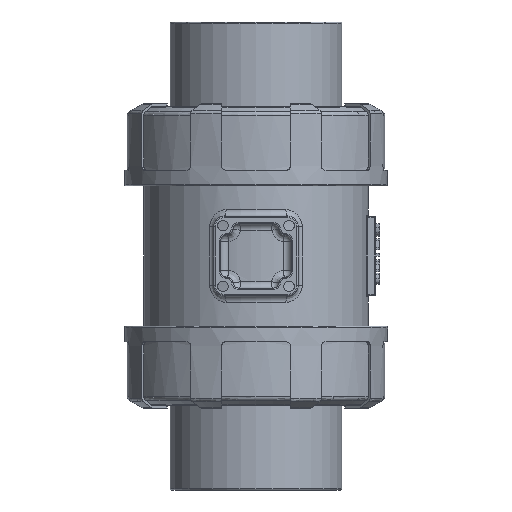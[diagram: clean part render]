
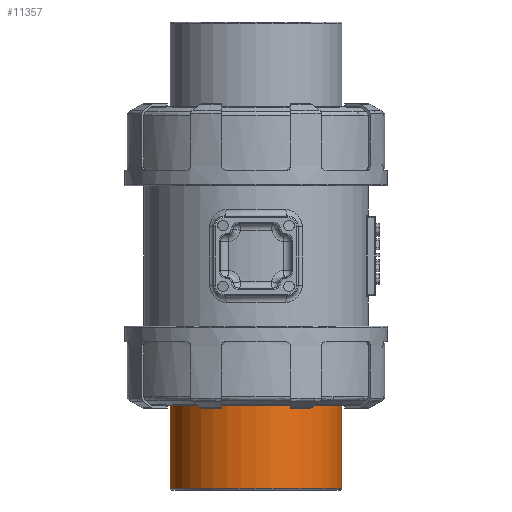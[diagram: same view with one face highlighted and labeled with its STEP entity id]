
A CAD part, front view. The second image highlights one B-rep face of the part: STEP entity #11357.
In plain terms, the highlighted cylindrical face has radius 65.05 mm (diameter 130.1 mm), a full revolution.
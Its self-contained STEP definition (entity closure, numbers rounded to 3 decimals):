
#765=LINE('',#19443,#1473);
#1473=VECTOR('',#14682,65.05);
#2172=CIRCLE('',#12394,65.05);
#2173=CIRCLE('',#12395,65.05);
#2175=CIRCLE('',#12399,65.05);
#2877=FACE_OUTER_BOUND('',#3560,.T.);
#3560=EDGE_LOOP('',(#8590,#8591,#8592,#8593,#8594));
#4798=VERTEX_POINT('',#19432);
#4799=VERTEX_POINT('',#19434);
#4801=VERTEX_POINT('',#19441);
#6164=EDGE_CURVE('',#4798,#4799,#2172,.T.);
#6165=EDGE_CURVE('',#4799,#4798,#2173,.T.);
#6167=EDGE_CURVE('',#4801,#4801,#2175,.T.);
#6168=EDGE_CURVE('',#4801,#4799,#765,.T.);
#8590=ORIENTED_EDGE('',*,*,#6167,.F.);
#8591=ORIENTED_EDGE('',*,*,#6168,.T.);
#8592=ORIENTED_EDGE('',*,*,#6164,.F.);
#8593=ORIENTED_EDGE('',*,*,#6165,.F.);
#8594=ORIENTED_EDGE('',*,*,#6168,.F.);
#10362=CYLINDRICAL_SURFACE('',#12398,65.05);
#11357=ADVANCED_FACE('',(#2877),#10362,.T.);
#12394=AXIS2_PLACEMENT_3D('',#19435,#14670,#14671);
#12395=AXIS2_PLACEMENT_3D('',#19436,#14672,#14673);
#12398=AXIS2_PLACEMENT_3D('',#19440,#14678,#14679);
#12399=AXIS2_PLACEMENT_3D('',#19442,#14680,#14681);
#14670=DIRECTION('center_axis',(0.,0.,-1.));
#14671=DIRECTION('ref_axis',(-1.,0.,0.));
#14672=DIRECTION('center_axis',(0.,0.,-1.));
#14673=DIRECTION('ref_axis',(-1.,0.,0.));
#14678=DIRECTION('center_axis',(0.,0.,1.));
#14679=DIRECTION('ref_axis',(1.,0.,0.));
#14680=DIRECTION('center_axis',(0.,0.,1.));
#14681=DIRECTION('ref_axis',(-0.707,0.707,0.));
#14682=DIRECTION('',(0.,0.,-1.));
#19432=CARTESIAN_POINT('',(65.05,0.,-176.));
#19434=CARTESIAN_POINT('',(-65.05,0.,-176.));
#19435=CARTESIAN_POINT('Origin',(0.,0.,-176.));
#19436=CARTESIAN_POINT('Origin',(0.,0.,-176.));
#19440=CARTESIAN_POINT('Origin',(0.,0.,0.));
#19441=CARTESIAN_POINT('',(-65.05,0.,-105.));
#19442=CARTESIAN_POINT('Origin',(0.,0.,-105.));
#19443=CARTESIAN_POINT('',(-65.05,0.,0.));
